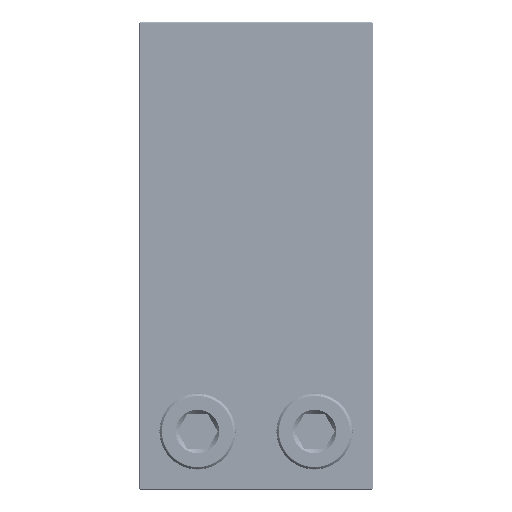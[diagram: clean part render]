
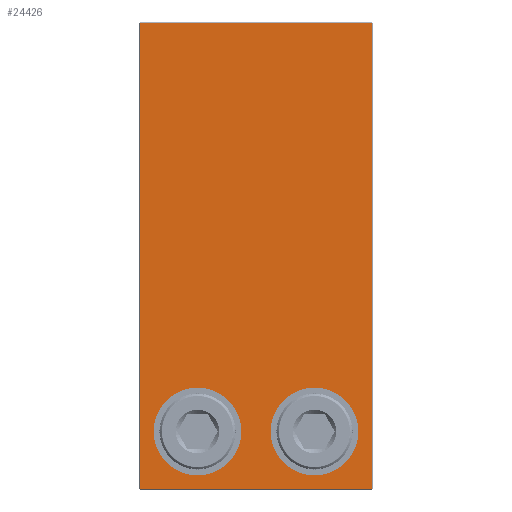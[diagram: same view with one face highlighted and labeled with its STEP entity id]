
A CAD part, left-side view. The second image highlights one B-rep face of the part: STEP entity #24426.
In plain terms, the highlighted planar face has unit normal (-1, 0, 0).
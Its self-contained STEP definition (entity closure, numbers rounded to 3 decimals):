
#555=FACE_BOUND('',#3078,.T.);
#556=FACE_BOUND('',#3079,.T.);
#752=PLANE('',#25890);
#1712=FACE_OUTER_BOUND('',#3077,.T.);
#3077=EDGE_LOOP('',(#19255,#19256,#19257,#19258));
#3078=EDGE_LOOP('',(#19259));
#3079=EDGE_LOOP('',(#19260));
#3732=CIRCLE('',#25753,4.);
#3734=CIRCLE('',#25759,4.);
#6732=LINE('',#76472,#7925);
#6748=LINE('',#76504,#7941);
#6753=LINE('',#76514,#7946);
#6755=LINE('',#76517,#7948);
#7925=VECTOR('',#29478,10.);
#7941=VECTOR('',#29514,10.);
#7946=VECTOR('',#29529,10.);
#7948=VECTOR('',#29533,10.);
#9731=VERTEX_POINT('',#64066);
#9733=VERTEX_POINT('',#64076);
#9790=VERTEX_POINT('',#76380);
#9802=VERTEX_POINT('',#76419);
#9803=VERTEX_POINT('',#76423);
#9815=VERTEX_POINT('',#76465);
#12944=EDGE_CURVE('',#9731,#9731,#3732,.T.);
#12948=EDGE_CURVE('',#9733,#9733,#3734,.T.);
#13123=EDGE_CURVE('',#9815,#9802,#6732,.T.);
#13141=EDGE_CURVE('',#9803,#9815,#6748,.T.);
#13148=EDGE_CURVE('',#9790,#9803,#6753,.T.);
#13150=EDGE_CURVE('',#9802,#9790,#6755,.T.);
#19255=ORIENTED_EDGE('',*,*,#13123,.F.);
#19256=ORIENTED_EDGE('',*,*,#13141,.F.);
#19257=ORIENTED_EDGE('',*,*,#13148,.F.);
#19258=ORIENTED_EDGE('',*,*,#13150,.F.);
#19259=ORIENTED_EDGE('',*,*,#12944,.T.);
#19260=ORIENTED_EDGE('',*,*,#12948,.T.);
#24426=ADVANCED_FACE('',(#1712,#555,#556),#752,.T.);
#25753=AXIS2_PLACEMENT_3D('',#64067,#29183,#29184);
#25759=AXIS2_PLACEMENT_3D('',#64077,#29197,#29198);
#25890=AXIS2_PLACEMENT_3D('',#76561,#29600,#29601);
#29183=DIRECTION('center_axis',(1.,0.,0.));
#29184=DIRECTION('ref_axis',(0.,-1.,0.));
#29197=DIRECTION('center_axis',(1.,0.,0.));
#29198=DIRECTION('ref_axis',(0.,-1.,0.));
#29478=DIRECTION('',(0.,1.,0.));
#29514=DIRECTION('',(0.,0.,-1.));
#29529=DIRECTION('',(0.,-1.,0.));
#29533=DIRECTION('',(0.,0.,1.));
#29600=DIRECTION('center_axis',(-1.,0.,0.));
#29601=DIRECTION('ref_axis',(0.,-1.,0.));
#64066=CARTESIAN_POINT('',(0.,34.,10.));
#64067=CARTESIAN_POINT('Origin',(0.,30.,10.));
#64076=CARTESIAN_POINT('',(0.,14.,10.));
#64077=CARTESIAN_POINT('Origin',(0.,10.,10.));
#76380=CARTESIAN_POINT('',(0.,39.8,79.8));
#76419=CARTESIAN_POINT('',(0.,39.8,0.2));
#76423=CARTESIAN_POINT('',(0.,0.2,79.8));
#76465=CARTESIAN_POINT('',(0.,0.2,0.2));
#76472=CARTESIAN_POINT('',(0.,30.,0.2));
#76504=CARTESIAN_POINT('',(0.,0.2,0.));
#76514=CARTESIAN_POINT('',(0.,30.,79.8));
#76517=CARTESIAN_POINT('',(0.,39.8,0.));
#76561=CARTESIAN_POINT('Origin',(0.,40.,0.));
